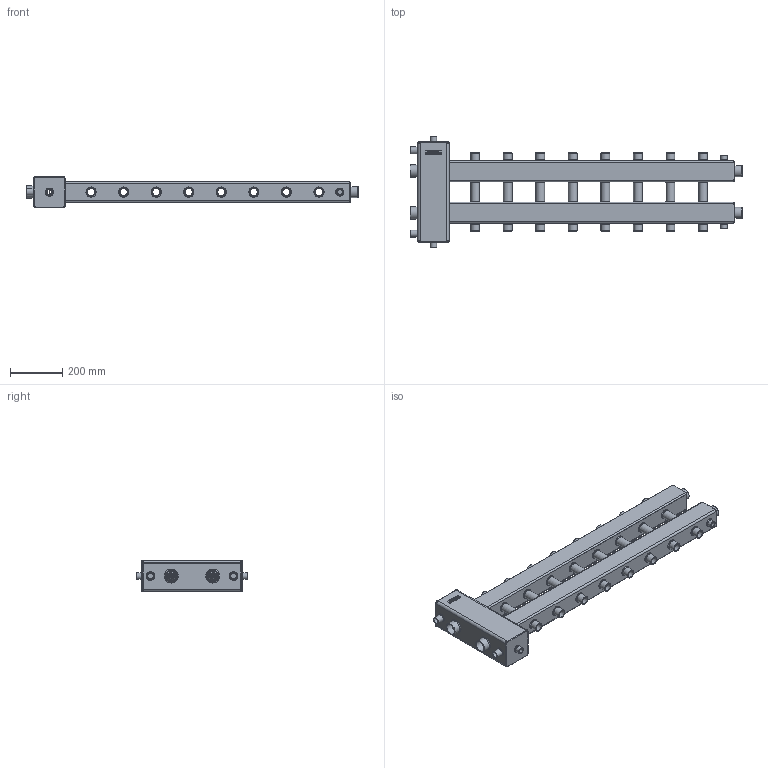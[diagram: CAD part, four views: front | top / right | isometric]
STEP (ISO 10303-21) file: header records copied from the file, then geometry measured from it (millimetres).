
FILE_DESCRIPTION(('STEP AP203'), '1');
FILE_NAME('BM-150-9DU.10', '', ('UNSPECIFIED'), ('UNSPECIFIED'), 'ASCON STEP Converter 1.6', 'ASCON Math Kernel', '');
FILE_SCHEMA(('CONFIG_CONTROL_DESIGN'));
Length unit declared in the file: millimetre
Bounding box: 1275 x 425 x 120.55 mm (x, y, z)
Volume: 3357136.4 mm3; surface area: 2117521.9 mm2
Topology: 1 solids, 1 shells, 927 faces, 2402 edges, 1564 vertices
Faces by surface type: cylinder 374, plane 235, bspline 187, cone 90, torus 41
Full cylindrical faces by diameter (mm): 7.5 x210, 18.632 x4, 22 x2, 24 x2, 25 x6, 26.8 x2, 27.5 x16, 30 x16, 33.5 x31, 34 x16, 36.3 x2, 40 x2, 42 x2, 42.3 x2, 46 x2, 48 x2, 72 x2
Entity records: 40872 total; most frequent: CARTESIAN_POINT 12359, ORIENTED_EDGE 3904, DIRECTION 3734, EDGE_LOOP 1972, EDGE_CURVE 1952, AXIS2_PLACEMENT_3D 1589, VERTEX_POINT 1564, FACE_BOUND 1110
